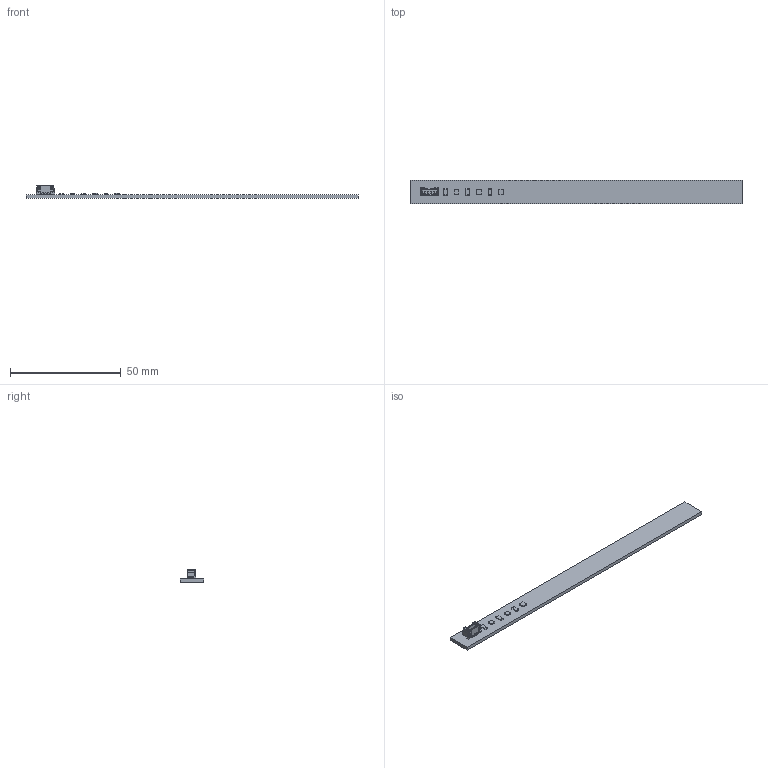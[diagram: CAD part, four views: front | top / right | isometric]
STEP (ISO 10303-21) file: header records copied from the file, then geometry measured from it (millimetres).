
FILE_DESCRIPTION(('KiCad electronic assembly'),'2;1');
FILE_NAME('rgb-led-pcb.step','2020-10-06T01:03:57',('An Author'),( 'A Company'),'Open CASCADE STEP processor 6.9', 'KiCad to STEP converter','Unknown');
FILE_SCHEMA(('AUTOMOTIVE_DESIGN { 1 0 10303 214 1 1 1 1 }'));
Length unit declared in the file: millimetre
Products named in the file (8): Open CASCADE STEP translator 6.9 1; R_1206_3216Metric; SOLID; Molex_Micro_Lock_1x4_Vertical_5055680471; COMPOUND; ARGB1313HS-TR
Assembly tree (11 placements, depth 3):
  Open CASCADE STEP translator 6.9 1
    R_1206_3216Metric  x3
      SOLID
    Molex_Micro_Lock_1x4_Vertical_5055680471
      COMPOUND
    ARGB1313HS-TR  x3
      COMPOUND
    SOLID
Bounding box: 149.57 x 10.8 x 5.81 mm (x, y, z)
Volume: 2668.4 mm3; surface area: 4087.7 mm2
Topology: 26 solids, 26 shells, 487 faces, 1251 edges, 818 vertices
Faces by surface type: plane 438, cylinder 45, cone 4
Entity records: 24082 total; most frequent: CARTESIAN_POINT 4514, DIRECTION 3577, LINE 2697, VECTOR 2697, ORIENTED_EDGE 1894, PCURVE 1894, DEFINITIONAL_REPRESENTATION 1894, EDGE_CURVE 947
